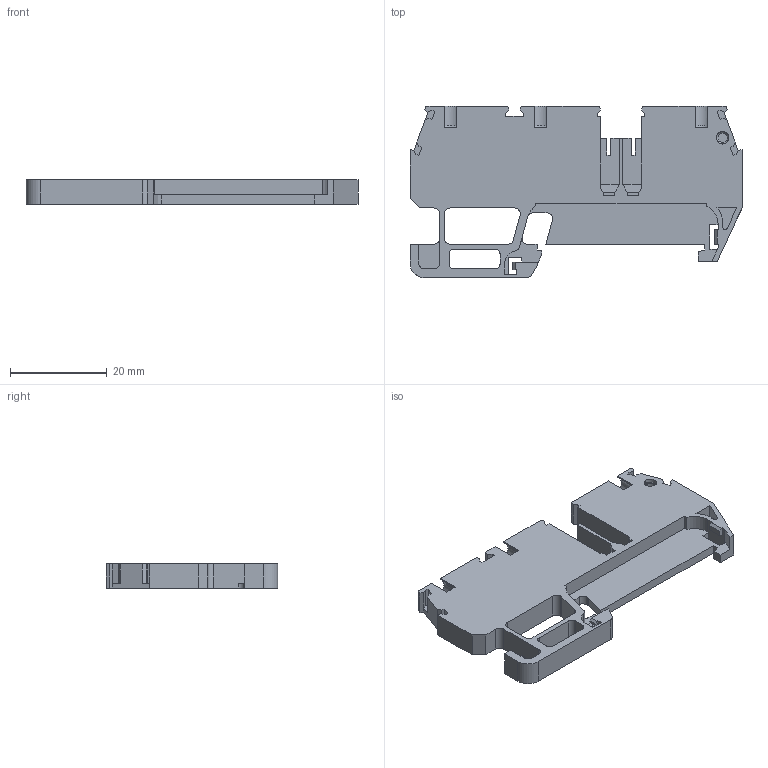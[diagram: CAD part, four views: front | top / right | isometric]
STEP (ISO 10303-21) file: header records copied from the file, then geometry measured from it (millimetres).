
FILE_DESCRIPTION (( 'STEP AP214' ), '1' );
FILE_NAME ('42451_DN-QG12-1-2.STEP', '2014-05-12T08:51:39', ( '' ), ( '' ), 'SwSTEP 2.0', 'SolidWorks 2013', '' );
FILE_SCHEMA (( 'AUTOMOTIVE_DESIGN' ));
Length unit declared in the file: millimetre
Products named in the file (1): 42451_DN-QG12-1-2
Bounding box: 68.6 x 35.4 x 5 mm (x, y, z)
Volume: 6276.7 mm3; surface area: 6725.9 mm2
Topology: 1 solids, 4 shells, 375 faces, 1026 edges, 673 vertices
Faces by surface type: plane 289, cylinder 64, bspline 12, cone 6, torus 4
Entity records: 12247 total; most frequent: CARTESIAN_POINT 2629, ORIENTED_EDGE 2052, DIRECTION 1895, EDGE_CURVE 1026, VECTOR 817, LINE 817, VERTEX_POINT 673, AXIS2_PLACEMENT_3D 539
